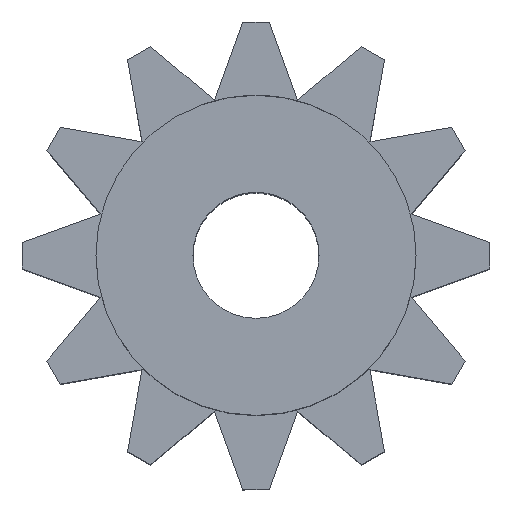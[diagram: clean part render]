
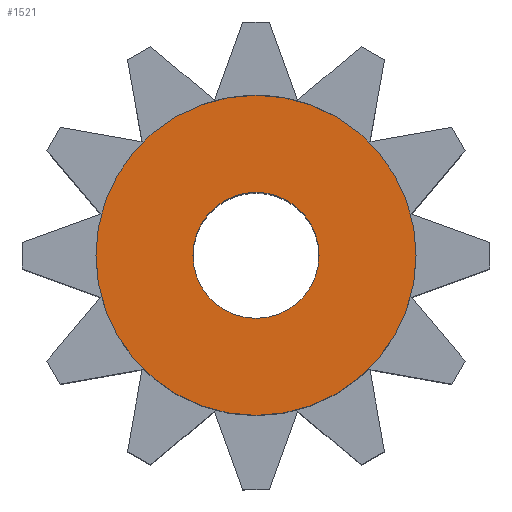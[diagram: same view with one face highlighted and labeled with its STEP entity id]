
A CAD part, top view. The second image highlights one B-rep face of the part: STEP entity #1521.
In plain terms, the highlighted planar face has unit normal (0, 0, 1).
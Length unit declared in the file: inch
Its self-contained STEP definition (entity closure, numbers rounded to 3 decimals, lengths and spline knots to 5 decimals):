
#26 = DIRECTION ( 'NONE',  ( -1., 0., 0. ) ) ;
#109 = DIRECTION ( 'NONE',  ( 1., 0., 0. ) ) ;
#206 = VERTEX_POINT ( 'NONE', #1014 ) ;
#213 = FACE_BOUND ( 'NONE', #813, .T. ) ;
#240 = CARTESIAN_POINT ( 'NONE',  ( 0.15, 0., 0.325 ) ) ;
#277 = CARTESIAN_POINT ( 'NONE',  ( -0.15, 0., 0.325 ) ) ;
#330 = EDGE_CURVE ( 'NONE', #206, #1369, #1418, .T. ) ;
#345 = VERTEX_POINT ( 'NONE', #277 ) ;
#443 = AXIS2_PLACEMENT_3D ( 'NONE', #479, #1348, #611 ) ;
#462 = CIRCLE ( 'NONE', #443, 0.15 ) ;
#474 = DIRECTION ( 'NONE',  ( 0., 0., 1. ) ) ;
#479 = CARTESIAN_POINT ( 'NONE',  ( 0., 0., 0.325 ) ) ;
#537 = AXIS2_PLACEMENT_3D ( 'NONE', #1463, #474, #109 ) ;
#590 = EDGE_LOOP ( 'NONE', ( #1551, #690 ) ) ;
#592 = CARTESIAN_POINT ( 'NONE',  ( 0., 0., 0.325 ) ) ;
#611 = DIRECTION ( 'NONE',  ( 1., 0., 0. ) ) ;
#668 = CIRCLE ( 'NONE', #1555, 0.05906 ) ;
#690 = ORIENTED_EDGE ( 'NONE', *, *, #1522, .T. ) ;
#709 = DIRECTION ( 'NONE',  ( -1., 0., 0. ) ) ;
#734 = DIRECTION ( 'NONE',  ( 0., 0., 1. ) ) ;
#780 = DIRECTION ( 'NONE',  ( 0., 0., -1. ) ) ;
#813 = EDGE_LOOP ( 'NONE', ( #1411, #1119 ) ) ;
#939 = CARTESIAN_POINT ( 'NONE',  ( 0.05906, 0., 0.325 ) ) ;
#1014 = CARTESIAN_POINT ( 'NONE',  ( -0.05906, 0., 0.325 ) ) ;
#1070 = AXIS2_PLACEMENT_3D ( 'NONE', #1513, #780, #26 ) ;
#1081 = EDGE_CURVE ( 'NONE', #345, #1111, #1456, .T. ) ;
#1111 = VERTEX_POINT ( 'NONE', #240 ) ;
#1119 = ORIENTED_EDGE ( 'NONE', *, *, #1415, .T. ) ;
#1256 = AXIS2_PLACEMENT_3D ( 'NONE', #1468, #734, #1596 ) ;
#1348 = DIRECTION ( 'NONE',  ( 0., 0., 1. ) ) ;
#1369 = VERTEX_POINT ( 'NONE', #939 ) ;
#1411 = ORIENTED_EDGE ( 'NONE', *, *, #330, .T. ) ;
#1415 = EDGE_CURVE ( 'NONE', #1369, #206, #668, .T. ) ;
#1418 = CIRCLE ( 'NONE', #1070, 0.05906 ) ;
#1449 = DIRECTION ( 'NONE',  ( 0., 0., -1. ) ) ;
#1454 = FACE_OUTER_BOUND ( 'NONE', #590, .T. ) ;
#1456 = CIRCLE ( 'NONE', #1256, 0.15 ) ;
#1463 = CARTESIAN_POINT ( 'NONE',  ( 0., 0., 0.325 ) ) ;
#1468 = CARTESIAN_POINT ( 'NONE',  ( 0., 0., 0.325 ) ) ;
#1513 = CARTESIAN_POINT ( 'NONE',  ( 0., 0., 0.325 ) ) ;
#1521 = ADVANCED_FACE ( 'NONE', ( #213, #1454 ), #1591, .T. ) ;
#1522 = EDGE_CURVE ( 'NONE', #1111, #345, #462, .T. ) ;
#1551 = ORIENTED_EDGE ( 'NONE', *, *, #1081, .T. ) ;
#1555 = AXIS2_PLACEMENT_3D ( 'NONE', #592, #1449, #709 ) ;
#1591 = PLANE ( 'NONE',  #537 ) ;
#1596 = DIRECTION ( 'NONE',  ( 1., 0., 0. ) ) ;
